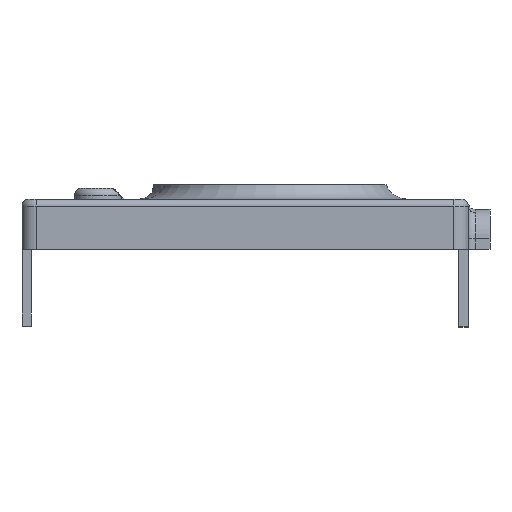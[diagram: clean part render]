
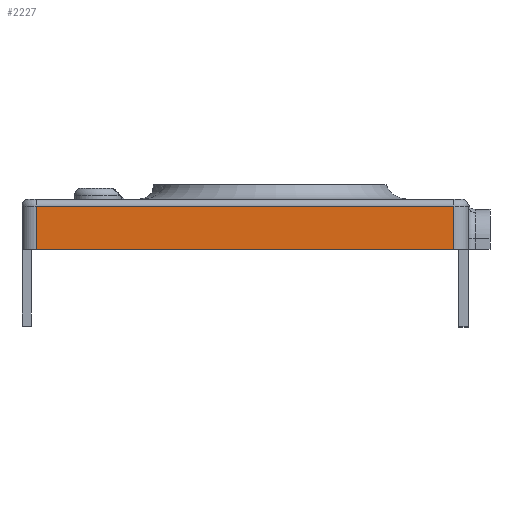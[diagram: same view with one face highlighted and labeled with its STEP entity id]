
A CAD part, front view. The second image highlights one B-rep face of the part: STEP entity #2227.
In plain terms, the highlighted planar face has unit normal (0, -1, 0).
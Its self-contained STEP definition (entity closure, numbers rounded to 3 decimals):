
#100 = CARTESIAN_POINT ( 'NONE',  ( 17.626, -106.137, 0. ) ) ;
#456 = LINE ( 'NONE', #2585, #1507 ) ;
#633 = CARTESIAN_POINT ( 'NONE',  ( 17.626, -106.137, 4. ) ) ;
#801 = ORIENTED_EDGE ( 'NONE', *, *, #3365, .T. ) ;
#893 = EDGE_CURVE ( 'NONE', #1324, #1099, #456, .T. ) ;
#1099 = VERTEX_POINT ( 'NONE', #5069 ) ;
#1324 = VERTEX_POINT ( 'NONE', #6346 ) ;
#1507 = VECTOR ( 'NONE', #1610, 1000. ) ;
#1610 = DIRECTION ( 'NONE',  ( 0., 0., -1. ) ) ;
#1905 = LINE ( 'NONE', #4325, #2375 ) ;
#2227 = ADVANCED_FACE ( 'NONE', ( #4487 ), #6532, .F. ) ;
#2319 = CARTESIAN_POINT ( 'NONE',  ( -40.361, -106.137, 6. ) ) ;
#2375 = VECTOR ( 'NONE', #4033, 1000. ) ;
#2585 = CARTESIAN_POINT ( 'NONE',  ( -40.361, -106.137, 4. ) ) ;
#2606 = ORIENTED_EDGE ( 'NONE', *, *, #893, .T. ) ;
#2754 = DIRECTION ( 'NONE',  ( 0., 0., 1. ) ) ;
#2874 = ORIENTED_EDGE ( 'NONE', *, *, #5001, .T. ) ;
#2883 = CARTESIAN_POINT ( 'NONE',  ( 17.626, -106.137, 6. ) ) ;
#3147 = VECTOR ( 'NONE', #5366, 1000. ) ;
#3365 = EDGE_CURVE ( 'NONE', #4402, #1324, #4705, .T. ) ;
#3450 = CARTESIAN_POINT ( 'NONE',  ( -42.361, -106.137, 4. ) ) ;
#3474 = VECTOR ( 'NONE', #2754, 1000. ) ;
#3805 = AXIS2_PLACEMENT_3D ( 'NONE', #3450, #4522, #3974 ) ;
#3974 = DIRECTION ( 'NONE',  ( 0., 0., 1. ) ) ;
#4033 = DIRECTION ( 'NONE',  ( 1., 0., 0. ) ) ;
#4325 = CARTESIAN_POINT ( 'NONE',  ( -42.361, -106.137, 0. ) ) ;
#4402 = VERTEX_POINT ( 'NONE', #2883 ) ;
#4487 = FACE_OUTER_BOUND ( 'NONE', #5544, .T. ) ;
#4522 = DIRECTION ( 'NONE',  ( 0., 1., 0. ) ) ;
#4705 = LINE ( 'NONE', #2319, #3147 ) ;
#5001 = EDGE_CURVE ( 'NONE', #1099, #5149, #1905, .T. ) ;
#5069 = CARTESIAN_POINT ( 'NONE',  ( -40.361, -106.137, 0. ) ) ;
#5149 = VERTEX_POINT ( 'NONE', #100 ) ;
#5211 = EDGE_CURVE ( 'NONE', #5149, #4402, #6349, .T. ) ;
#5366 = DIRECTION ( 'NONE',  ( -1., 0., 0. ) ) ;
#5471 = ORIENTED_EDGE ( 'NONE', *, *, #5211, .T. ) ;
#5544 = EDGE_LOOP ( 'NONE', ( #5471, #801, #2606, #2874 ) ) ;
#6346 = CARTESIAN_POINT ( 'NONE',  ( -40.361, -106.137, 6. ) ) ;
#6349 = LINE ( 'NONE', #633, #3474 ) ;
#6532 = PLANE ( 'NONE',  #3805 ) ;
